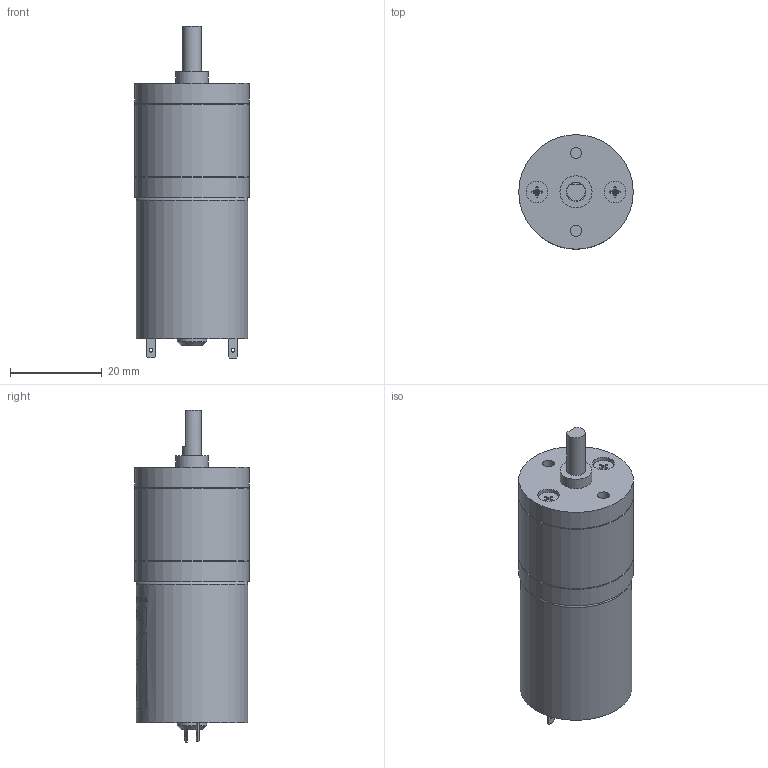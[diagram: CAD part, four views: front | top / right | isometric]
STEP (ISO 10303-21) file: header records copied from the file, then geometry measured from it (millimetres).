
FILE_DESCRIPTION (( 'STEP AP214' ), '1' );
FILE_NAME ('25d-metal-gearmotor-172-227.step', '2019-02-09T02:22:43', ( '' ), ( '' ), 'SwSTEP 2.0', 'SolidWorks 2016', '' );
FILE_SCHEMA (( 'AUTOMOTIVE_DESIGN' ));
Length unit declared in the file: millimetre
Products named in the file (1): 25d-metal-gearmotor-172-227
Bounding box: 25 x 25 x 72.5 mm (x, y, z)
Volume: 26395 mm3; surface area: 6074.1 mm2
Topology: 1 solids, 1 shells, 391 faces, 974 edges, 629 vertices
Faces by surface type: plane 217, bspline 123, cylinder 45, cone 5, torus 1
Full cylindrical faces by diameter (mm): 0.8 x2, 2.5 x2, 4 x1, 4.2 x1, 4.7 x2, 5 x2, 6.4 x1, 7 x1, 23.4 x1, 24.4 x1, 25 x3
Entity records: 25599 total; most frequent: CARTESIAN_POINT 13146, ORIENTED_EDGE 1894, DIRECTION 1223, EDGE_CURVE 947, VERTEX_POINT 625, EDGE_LOOP 462, AXIS2_PLACEMENT_3D 418, B_SPLINE_CURVE_WITH_KNOTS 411
